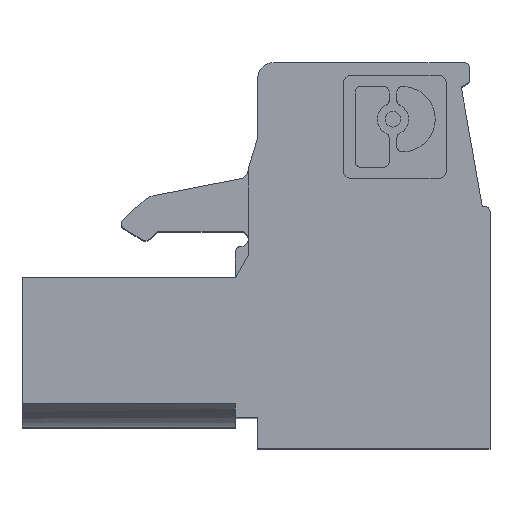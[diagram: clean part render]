
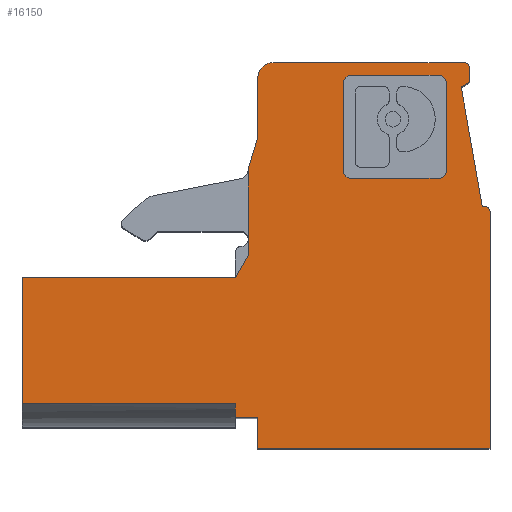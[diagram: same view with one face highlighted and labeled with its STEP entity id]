
A CAD part, top view. The second image highlights one B-rep face of the part: STEP entity #16150.
In plain terms, the highlighted planar face has unit normal (0, 0, 1).
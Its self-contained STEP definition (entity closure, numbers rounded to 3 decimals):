
#2760=CARTESIAN_POINT('',(50.097,52.313,2.54));
#2770=DIRECTION('',(0.,0.,1.));
#2780=DIRECTION('',(1.,0.,0.));
#2790=AXIS2_PLACEMENT_3D('',#2760,#2770,#2780);
#2800=CIRCLE('',#2790,0.6);
#2810=CARTESIAN_POINT('',(50.097,52.913,2.54));
#2820=VERTEX_POINT('',#2810);
#2830=CARTESIAN_POINT('',(49.497,52.313,2.54));
#2840=VERTEX_POINT('',#2830);
#2850=EDGE_CURVE('',#2820,#2840,#2800,.T.);
#5960=CARTESIAN_POINT('',(40.327,39.643,2.54));
#5970=VERTEX_POINT('',#5960);
#6000=CARTESIAN_POINT('',(0.,39.643,2.54));
#6010=DIRECTION('',(1.,0.,0.));
#6020=VECTOR('',#6010,1.);
#6030=LINE('',#6000,#6020);
#6040=CARTESIAN_POINT('',(48.627,39.643,2.54));
#6050=VERTEX_POINT('',#6040);
#6060=EDGE_CURVE('',#5970,#6050,#6030,.T.);
#7560=CARTESIAN_POINT('',(57.722,52.721,2.54));
#7570=VERTEX_POINT('',#7560);
#7600=CARTESIAN_POINT('',(57.522,52.713,2.54));
#7610=DIRECTION('',(0.,0.,1.));
#7620=DIRECTION('',(1.,0.,0.));
#7630=AXIS2_PLACEMENT_3D('',#7600,#7610,#7620);
#7640=CIRCLE('',#7630,0.2);
#7650=CARTESIAN_POINT('',(57.522,52.913,2.54));
#7660=VERTEX_POINT('',#7650);
#7670=EDGE_CURVE('',#7570,#7660,#7640,.T.);
#10950=CARTESIAN_POINT('',(0.,47.313,2.54));
#10960=DIRECTION('',(-1.,0.,0.));
#10970=VECTOR('',#10960,1.);
#10980=LINE('',#10950,#10970);
#10990=CARTESIAN_POINT('',(58.327,47.313,2.54));
#11000=VERTEX_POINT('',#10990);
#11010=CARTESIAN_POINT('',(58.227,47.313,2.54));
#11020=VERTEX_POINT('',#11010);
#11030=EDGE_CURVE('',#11000,#11020,#10980,.T.);
#11400=CARTESIAN_POINT('',(48.627,44.558,2.54));
#11410=VERTEX_POINT('',#11400);
#11440=CARTESIAN_POINT('',(0.,44.558,2.54));
#11450=DIRECTION('',(1.,0.,0.));
#11460=VECTOR('',#11450,1.);
#11470=LINE('',#11440,#11460);
#11480=CARTESIAN_POINT('',(40.327,44.558,2.54));
#11490=VERTEX_POINT('',#11480);
#11500=EDGE_CURVE('',#11490,#11410,#11470,.T.);
#12030=CARTESIAN_POINT('',(58.527,47.113,2.54));
#12040=VERTEX_POINT('',#12030);
#12070=CARTESIAN_POINT('',(58.327,47.113,2.54));
#12080=DIRECTION('',(0.,0.,1.));
#12090=DIRECTION('',(1.,0.,0.));
#12100=AXIS2_PLACEMENT_3D('',#12070,#12080,#12090);
#12110=CIRCLE('',#12100,0.2);
#12120=EDGE_CURVE('',#12040,#11000,#12110,.T.);
#14140=CARTESIAN_POINT('',(48.627,39.113,2.54));
#14150=VERTEX_POINT('',#14140);
#14200=CARTESIAN_POINT('',(48.627,0.,2.54));
#14210=DIRECTION('',(0.,1.,0.));
#14220=VECTOR('',#14210,1.);
#14230=LINE('',#14200,#14220);
#14240=EDGE_CURVE('',#14150,#6050,#14230,.T.);
#14290=CARTESIAN_POINT('',(0.,0.,2.54));
#14300=DIRECTION('',(0.,0.,1.));
#14310=DIRECTION('',(1.,0.,0.));
#14320=AXIS2_PLACEMENT_3D('',#14290,#14300,#14310);
#14330=PLANE('',#14320);
#14340=CARTESIAN_POINT('',(0.,39.113,2.54));
#14350=DIRECTION('',(-1.,0.,0.));
#14360=VECTOR('',#14350,1.);
#14370=LINE('',#14340,#14360);
#14380=CARTESIAN_POINT('',(49.497,39.113,2.54));
#14390=VERTEX_POINT('',#14380);
#14400=EDGE_CURVE('',#14390,#14150,#14370,.T.);
#14410=ORIENTED_EDGE('',*,*,#14400,.F.);
#14420=ORIENTED_EDGE('',*,*,#14240,.F.);
#14430=ORIENTED_EDGE('',*,*,#6060,.T.);
#14440=CARTESIAN_POINT('',(40.327,0.,2.54));
#14450=DIRECTION('',(0.,1.,0.));
#14460=VECTOR('',#14450,1.);
#14470=LINE('',#14440,#14460);
#14480=EDGE_CURVE('',#5970,#11490,#14470,.T.);
#14490=ORIENTED_EDGE('',*,*,#14480,.F.);
#14500=ORIENTED_EDGE('',*,*,#11500,.F.);
#14510=CARTESIAN_POINT('',(22.901,0.,2.54));
#14520=DIRECTION('',(-0.5,-0.866,0.));
#14530=VECTOR('',#14520,1.);
#14540=LINE('',#14510,#14530);
#14550=CARTESIAN_POINT('',(49.127,45.424,2.54));
#14560=VERTEX_POINT('',#14550);
#14570=EDGE_CURVE('',#14560,#11410,#14540,.T.);
#14580=ORIENTED_EDGE('',*,*,#14570,.T.);
#14590=CARTESIAN_POINT('',(49.127,0.,2.54));
#14600=DIRECTION('',(0.,1.,0.));
#14610=VECTOR('',#14600,1.);
#14620=LINE('',#14590,#14610);
#14630=CARTESIAN_POINT('',(49.127,48.775,2.54));
#14640=VERTEX_POINT('',#14630);
#14650=EDGE_CURVE('',#14560,#14640,#14620,.T.);
#14660=ORIENTED_EDGE('',*,*,#14650,.F.);
#14670=CARTESIAN_POINT('',(0.,76.681,2.54));
#14680=DIRECTION('',(-0.87,0.494,0.));
#14690=VECTOR('',#14680,1.);
#14700=LINE('',#14670,#14690);
#14710=CARTESIAN_POINT('',(49.127,48.775,2.54));
#14720=VERTEX_POINT('',#14710);
#14730=EDGE_CURVE('',#14640,#14720,#14700,.T.);
#14740=ORIENTED_EDGE('',*,*,#14730,.F.);
#14750=CARTESIAN_POINT('',(34.539,0.,2.54));
#14760=DIRECTION('',(-0.287,-0.958,0.));
#14770=VECTOR('',#14760,1.);
#14780=LINE('',#14750,#14770);
#14790=CARTESIAN_POINT('',(49.497,50.013,2.54));
#14800=VERTEX_POINT('',#14790);
#14810=EDGE_CURVE('',#14800,#14720,#14780,.T.);
#14820=ORIENTED_EDGE('',*,*,#14810,.T.);
#14830=CARTESIAN_POINT('',(49.497,0.,2.54));
#14840=DIRECTION('',(0.,1.,0.));
#14850=VECTOR('',#14840,1.);
#14860=LINE('',#14830,#14850);
#14870=EDGE_CURVE('',#14800,#2840,#14860,.T.);
#14880=ORIENTED_EDGE('',*,*,#14870,.F.);
#14890=ORIENTED_EDGE('',*,*,#2850,.T.);
#14900=CARTESIAN_POINT('',(0.,52.913,2.54));
#14910=DIRECTION('',(1.,0.,0.));
#14920=VECTOR('',#14910,1.);
#14930=LINE('',#14900,#14920);
#14940=EDGE_CURVE('',#2820,#7660,#14930,.T.);
#14950=ORIENTED_EDGE('',*,*,#14940,.F.);
#14960=ORIENTED_EDGE('',*,*,#7670,.T.);
#14970=CARTESIAN_POINT('',(60.024,0.,2.54));
#14980=DIRECTION('',(-0.044,0.999,0.));
#14990=VECTOR('',#14980,1.);
#15000=LINE('',#14970,#14990);
#15010=CARTESIAN_POINT('',(57.747,52.163,2.54));
#15020=VERTEX_POINT('',#15010);
#15030=EDGE_CURVE('',#15020,#7570,#15000,.T.);
#15040=ORIENTED_EDGE('',*,*,#15030,.T.);
#15050=CARTESIAN_POINT('',(0.,18.823,2.54));
#15060=DIRECTION('',(-0.866,-0.5,0.));
#15070=VECTOR('',#15060,1.);
#15080=LINE('',#15050,#15070);
#15090=CARTESIAN_POINT('',(57.406,51.966,2.54));
#15100=VERTEX_POINT('',#15090);
#15110=EDGE_CURVE('',#15020,#15100,#15080,.T.);
#15120=ORIENTED_EDGE('',*,*,#15110,.F.);
#15130=CARTESIAN_POINT('',(66.569,0.,2.54));
#15140=DIRECTION('',(0.174,-0.985,0.));
#15150=VECTOR('',#15140,1.);
#15160=LINE('',#15130,#15150);
#15170=EDGE_CURVE('',#15100,#11020,#15160,.T.);
#15180=ORIENTED_EDGE('',*,*,#15170,.F.);
#15190=ORIENTED_EDGE('',*,*,#11030,.T.);
#15200=ORIENTED_EDGE('',*,*,#12120,.T.);
#15210=CARTESIAN_POINT('',(58.527,0.,2.54));
#15220=DIRECTION('',(0.,-1.,0.));
#15230=VECTOR('',#15220,1.);
#15240=LINE('',#15210,#15230);
#15250=CARTESIAN_POINT('',(58.527,37.913,2.54));
#15260=VERTEX_POINT('',#15250);
#15270=EDGE_CURVE('',#12040,#15260,#15240,.T.);
#15280=ORIENTED_EDGE('',*,*,#15270,.F.);
#15290=CARTESIAN_POINT('',(0.,37.913,2.54));
#15300=DIRECTION('',(-1.,0.,0.));
#15310=VECTOR('',#15300,1.);
#15320=LINE('',#15290,#15310);
#15330=CARTESIAN_POINT('',(49.497,37.913,2.54));
#15340=VERTEX_POINT('',#15330);
#15350=EDGE_CURVE('',#15260,#15340,#15320,.T.);
#15360=ORIENTED_EDGE('',*,*,#15350,.F.);
#15370=CARTESIAN_POINT('',(49.497,0.,2.54));
#15380=DIRECTION('',(0.,1.,0.));
#15390=VECTOR('',#15380,1.);
#15400=LINE('',#15370,#15390);
#15410=EDGE_CURVE('',#15340,#14390,#15400,.T.);
#15420=ORIENTED_EDGE('',*,*,#15410,.F.);
#15430=EDGE_LOOP('',(#15420,#15360,#15280,#15200,#15190,#15180,#15120,
#15040,#14960,#14950,#14890,#14880,#14820,#14740,#14660,#14580,#14500,
#14490,#14430,#14420,#14410));
#15440=FACE_OUTER_BOUND('',#15430,.T.);
#15450=CARTESIAN_POINT('',(53.107,52.132,2.54));
#15460=DIRECTION('',(0.,0.,1.));
#15470=DIRECTION('',(1.,0.,0.));
#15480=AXIS2_PLACEMENT_3D('',#15450,#15460,#15470);
#15490=CIRCLE('',#15480,0.281);
#15500=CARTESIAN_POINT('',(53.107,52.413,2.54));
#15510=VERTEX_POINT('',#15500);
#15520=CARTESIAN_POINT('',(52.826,52.132,2.54));
#15530=VERTEX_POINT('',#15520);
#15540=EDGE_CURVE('',#15510,#15530,#15490,.T.);
#15550=ORIENTED_EDGE('',*,*,#15540,.F.);
#15560=CARTESIAN_POINT('',(52.826,0.,2.54));
#15570=DIRECTION('',(0.,1.,0.));
#15580=VECTOR('',#15570,1.);
#15590=LINE('',#15560,#15580);
#15600=CARTESIAN_POINT('',(52.826,48.694,2.54));
#15610=VERTEX_POINT('',#15600);
#15620=EDGE_CURVE('',#15610,#15530,#15590,.T.);
#15630=ORIENTED_EDGE('',*,*,#15620,.T.);
#15640=CARTESIAN_POINT('',(53.107,48.694,2.54));
#15650=DIRECTION('',(0.,0.,1.));
#15660=DIRECTION('',(1.,0.,0.));
#15670=AXIS2_PLACEMENT_3D('',#15640,#15650,#15660);
#15680=CIRCLE('',#15670,0.281);
#15690=CARTESIAN_POINT('',(53.107,48.413,2.54));
#15700=VERTEX_POINT('',#15690);
#15710=EDGE_CURVE('',#15610,#15700,#15680,.T.);
#15720=ORIENTED_EDGE('',*,*,#15710,.F.);
#15730=CARTESIAN_POINT('',(0.,48.413,2.54));
#15740=DIRECTION('',(-1.,0.,0.));
#15750=VECTOR('',#15740,1.);
#15760=LINE('',#15730,#15750);
#15770=CARTESIAN_POINT('',(56.545,48.413,2.54));
#15780=VERTEX_POINT('',#15770);
#15790=EDGE_CURVE('',#15780,#15700,#15760,.T.);
#15800=ORIENTED_EDGE('',*,*,#15790,.T.);
#15810=CARTESIAN_POINT('',(56.545,48.694,2.54));
#15820=DIRECTION('',(0.,0.,1.));
#15830=DIRECTION('',(1.,0.,0.));
#15840=AXIS2_PLACEMENT_3D('',#15810,#15820,#15830);
#15850=CIRCLE('',#15840,0.281);
#15860=CARTESIAN_POINT('',(56.826,48.694,2.54));
#15870=VERTEX_POINT('',#15860);
#15880=EDGE_CURVE('',#15780,#15870,#15850,.T.);
#15890=ORIENTED_EDGE('',*,*,#15880,.F.);
#15900=CARTESIAN_POINT('',(56.826,0.,2.54));
#15910=DIRECTION('',(0.,-1.,0.));
#15920=VECTOR('',#15910,1.);
#15930=LINE('',#15900,#15920);
#15940=CARTESIAN_POINT('',(56.826,52.132,2.54));
#15950=VERTEX_POINT('',#15940);
#15960=EDGE_CURVE('',#15950,#15870,#15930,.T.);
#15970=ORIENTED_EDGE('',*,*,#15960,.T.);
#15980=CARTESIAN_POINT('',(56.545,52.132,2.54));
#15990=DIRECTION('',(0.,0.,1.));
#16000=DIRECTION('',(1.,0.,0.));
#16010=AXIS2_PLACEMENT_3D('',#15980,#15990,#16000);
#16020=CIRCLE('',#16010,0.281);
#16030=CARTESIAN_POINT('',(56.545,52.413,2.54));
#16040=VERTEX_POINT('',#16030);
#16050=EDGE_CURVE('',#15950,#16040,#16020,.T.);
#16060=ORIENTED_EDGE('',*,*,#16050,.F.);
#16070=CARTESIAN_POINT('',(0.,52.413,2.54));
#16080=DIRECTION('',(1.,0.,0.));
#16090=VECTOR('',#16080,1.);
#16100=LINE('',#16070,#16090);
#16110=EDGE_CURVE('',#15510,#16040,#16100,.T.);
#16120=ORIENTED_EDGE('',*,*,#16110,.T.);
#16130=EDGE_LOOP('',(#16120,#16060,#15970,#15890,#15800,#15720,#15630,
#15550));
#16140=FACE_BOUND('',#16130,.T.);
#16150=ADVANCED_FACE('mstb_2.5-nnn-stf-5.08',(#15440,#16140),#14330,.T.)
;
